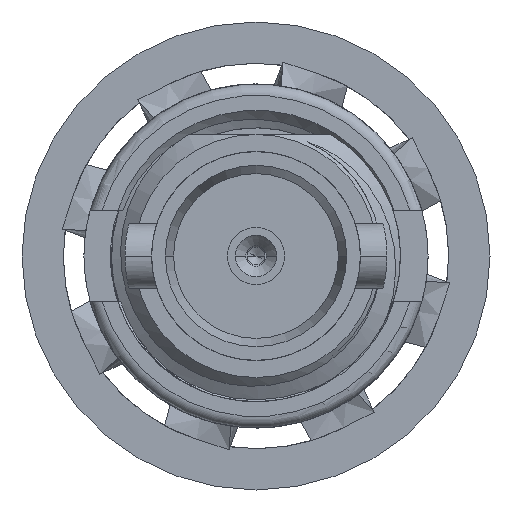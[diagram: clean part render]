
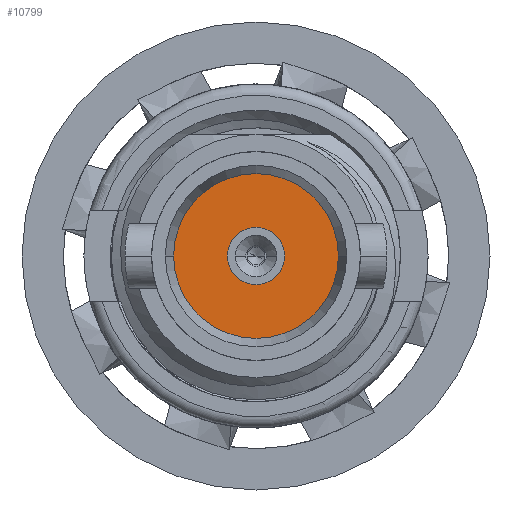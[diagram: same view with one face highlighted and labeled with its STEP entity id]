
A CAD part, left-side view. The second image highlights one B-rep face of the part: STEP entity #10799.
In plain terms, the highlighted planar face has unit normal (-1, 0, 0).
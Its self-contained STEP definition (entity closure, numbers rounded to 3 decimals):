
#3894=CARTESIAN_POINT('',(-3.665,0.,0.));
#3895=DIRECTION('',(1.,0.,0.));
#3896=DIRECTION('',(0.,1.,0.));
#3897=AXIS2_PLACEMENT_3D('',#3894,#3895,#3896);
#3908=CARTESIAN_POINT('',(-3.665,0.,0.));
#3909=DIRECTION('',(-1.,0.,0.));
#3910=DIRECTION('',(0.,1.,0.));
#3911=AXIS2_PLACEMENT_3D('',#3908,#3909,#3910);
#3913=CARTESIAN_POINT('',(-3.665,0.,0.));
#3914=DIRECTION('',(-1.,0.,0.));
#3915=DIRECTION('',(0.,-1.,0.));
#3916=AXIS2_PLACEMENT_3D('',#3913,#3914,#3915);
#3918=CARTESIAN_POINT('',(-3.665,0.,0.));
#3919=DIRECTION('',(-1.,0.,0.));
#3920=DIRECTION('',(0.,1.,0.));
#3921=AXIS2_PLACEMENT_3D('',#3918,#3919,#3920);
#5109=CARTESIAN_POINT('',(-3.665,1.795,0.));
#5110=CARTESIAN_POINT('',(-3.665,-1.795,0.));
#5111=VERTEX_POINT('',#5109);
#5112=VERTEX_POINT('',#5110);
#5218=CARTESIAN_POINT('',(-3.665,-0.625,0.));
#5219=CARTESIAN_POINT('',(-3.665,0.625,0.));
#5220=VERTEX_POINT('',#5218);
#5221=VERTEX_POINT('',#5219);
#10784=CARTESIAN_POINT('',(-3.665,0.,0.));
#10785=DIRECTION('',(-1.,0.,0.));
#10786=DIRECTION('',(0.,1.,0.));
#10787=AXIS2_PLACEMENT_3D('',#10784,#10785,#10786);
#10788=PLANE('',#10787);
#10789=ORIENTED_EDGE('',*,*,#10764,.T.);
#10790=ORIENTED_EDGE('',*,*,#10778,.F.);
#10791=EDGE_LOOP('',(#10789,#10790));
#10792=FACE_OUTER_BOUND('',#10791,.F.);
#10794=ORIENTED_EDGE('',*,*,#10793,.T.);
#10796=ORIENTED_EDGE('',*,*,#10795,.T.);
#10797=EDGE_LOOP('',(#10794,#10796));
#10798=FACE_BOUND('',#10797,.F.);
#10799=ADVANCED_FACE('',(#10792,#10798),#10788,.T.);
#3898=CIRCLE('',#3897,1.795);
#3912=CIRCLE('',#3911,1.795);
#3917=CIRCLE('',#3916,0.625);
#3922=CIRCLE('',#3921,0.625);
#10764=EDGE_CURVE('',#5111,#5112,#3898,.T.);
#10778=EDGE_CURVE('',#5111,#5112,#3912,.T.);
#10793=EDGE_CURVE('',#5220,#5221,#3917,.T.);
#10795=EDGE_CURVE('',#5221,#5220,#3922,.T.);
